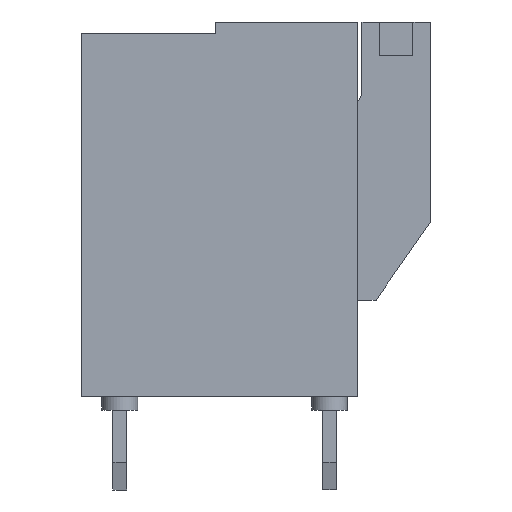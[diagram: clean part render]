
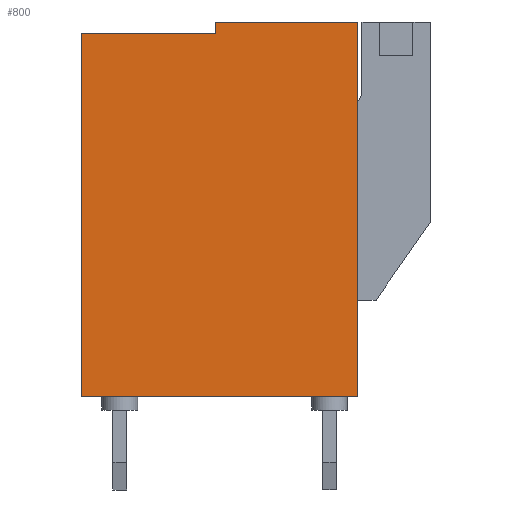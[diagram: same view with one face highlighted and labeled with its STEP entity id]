
A CAD part, left-side view. The second image highlights one B-rep face of the part: STEP entity #800.
In plain terms, the highlighted free-form (B-spline) face has degree [1, 1] with [2, 2] control points.
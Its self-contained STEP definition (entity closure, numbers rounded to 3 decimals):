
#745=CARTESIAN_POINT('',(-3.95,5.21,13.6));
#746=CARTESIAN_POINT('',(-3.95,-4.84,13.6));
#747=CARTESIAN_POINT('',(-3.95,5.21,0.));
#748=CARTESIAN_POINT('',(-3.95,-4.84,0.));
#749=B_SPLINE_SURFACE_WITH_KNOTS('',1,1,((#745,#747),(#746,#748)),.UNSPECIFIED.,.F.,.F.,.U.,(2,2),(2,2),(0.0,10.05),(0.0,13.6),.UNSPECIFIED.);
#750=CARTESIAN_POINT('',(-3.95,-4.84,0.));
#751=VERTEX_POINT('',#750);
#752=CARTESIAN_POINT('',(-3.95,-4.84,13.6));
#753=VERTEX_POINT('',#752);
#754=CARTESIAN_POINT('',(-3.95,-4.84,0.0));
#755=DIRECTION('',(0.0,0.0,1.0));
#756=VECTOR('',#755,13.6);
#757=LINE('',#754,#756);
#758=EDGE_CURVE('',#751,#753,#757,.T.);
#759=ORIENTED_EDGE('',*,*,#758,.T.);
#760=CARTESIAN_POINT('',(-3.95,0.34,13.6));
#761=VERTEX_POINT('',#760);
#762=CARTESIAN_POINT('',(-3.95,-4.84,13.6));
#763=DIRECTION('',(0.0,1.0,0.0));
#764=VECTOR('',#763,5.18);
#765=LINE('',#762,#764);
#766=EDGE_CURVE('',#753,#761,#765,.T.);
#767=ORIENTED_EDGE('',*,*,#766,.T.);
#768=CARTESIAN_POINT('',(-3.95,0.34,13.2));
#769=VERTEX_POINT('',#768);
#770=CARTESIAN_POINT('',(-3.95,0.34,13.6));
#771=DIRECTION('',(0.0,0.0,-1.0));
#772=VECTOR('',#771,0.4);
#773=LINE('',#770,#772);
#774=EDGE_CURVE('',#761,#769,#773,.T.);
#775=ORIENTED_EDGE('',*,*,#774,.T.);
#776=CARTESIAN_POINT('',(-3.95,5.21,13.2));
#777=VERTEX_POINT('',#776);
#778=CARTESIAN_POINT('',(-3.95,0.34,13.2));
#779=DIRECTION('',(0.0,1.0,0.0));
#780=VECTOR('',#779,4.87);
#781=LINE('',#778,#780);
#782=EDGE_CURVE('',#769,#777,#781,.T.);
#783=ORIENTED_EDGE('',*,*,#782,.T.);
#784=CARTESIAN_POINT('',(-3.95,5.21,0.));
#785=VERTEX_POINT('',#784);
#786=CARTESIAN_POINT('',(-3.95,5.21,13.2));
#787=DIRECTION('',(0.0,0.0,-1.0));
#788=VECTOR('',#787,13.2);
#789=LINE('',#786,#788);
#790=EDGE_CURVE('',#777,#785,#789,.T.);
#791=ORIENTED_EDGE('',*,*,#790,.T.);
#792=CARTESIAN_POINT('',(-3.95,5.21,0.));
#793=DIRECTION('',(0.0,-1.0,0.0));
#794=VECTOR('',#793,10.05);
#795=LINE('',#792,#794);
#796=EDGE_CURVE('',#785,#751,#795,.T.);
#797=ORIENTED_EDGE('',*,*,#796,.T.);
#798=EDGE_LOOP('',(#759,#767,#775,#783,#791,#797));
#799=FACE_OUTER_BOUND('',#798,.T.);
#800=ADVANCED_FACE('',(#799),#749,.F.);
